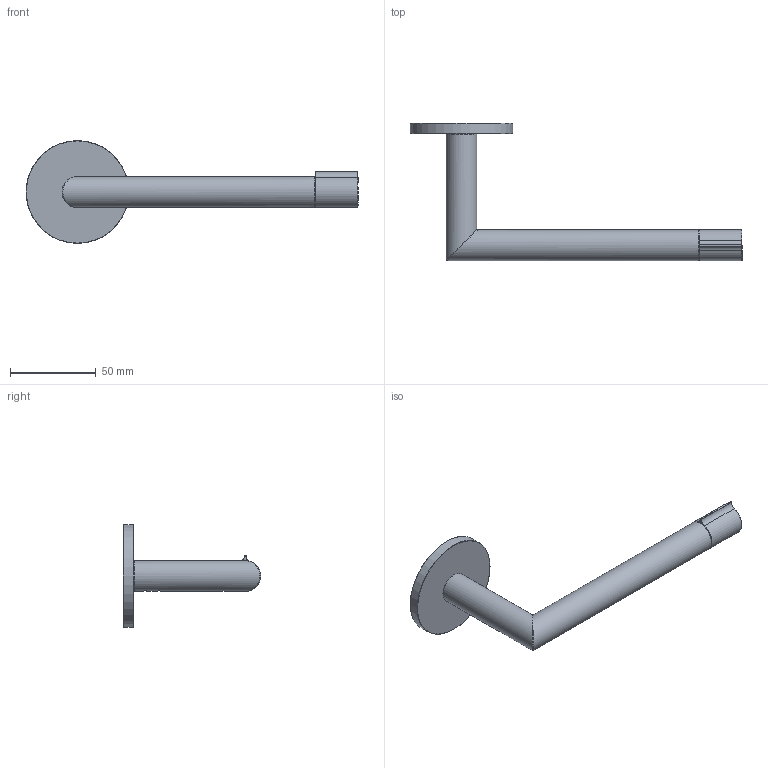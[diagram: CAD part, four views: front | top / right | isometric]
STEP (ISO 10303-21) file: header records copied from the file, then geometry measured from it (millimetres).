
FILE_DESCRIPTION(/* description */ ('Unknown'),/* implementation_level */ '2;1');
FILE_NAME(/* name */ 'GTA04-00',/* time_stamp */ '2026-02-19T10:35:03+01:00',/* author */ ('Unknown'),/* organization */ ('Unknown'),/* preprocessor_version */ 'ST-DEVELOPER v20',/* originating_system */ 'Solid Edge',/* authorisation */ 'Unknown');
FILE_SCHEMA (('AUTOMOTIVE_DESIGN {1 0 10303 214 3 1 1}'));
Length unit declared in the file: millimetre
Products named in the file (7): GTA04-00; GTA01-01; GTA04-01; GTA01-001_oa_0; GRANO5X6P_8; GTA04-001_oa_1; GTA04-04
Assembly tree (7 placements, depth 3):
  GTA04-00
    GTA01-01
    GTA04-01
    GTA01-001_oa_0
      GRANO5X6P_8  x2
    GTA04-001_oa_1
      GTA04-04
Bounding box: 193.5 x 80 x 60 mm (x, y, z)
Volume: 35442.8 mm3; surface area: 31277.4 mm2
Topology: 5 solids, 5 shells, 106 faces, 248 edges, 154 vertices
Faces by surface type: plane 44, cylinder 29, torus 13, cone 12, bspline 8
Full cylindrical faces by diameter (mm): 4.134 x2, 4.917 x1, 6.25 x1, 10 x1, 11.4 x1, 11.5 x1, 15 x1, 15.5 x2, 16 x1, 18 x2, 45 x1, 60 x1
Entity records: 7238 total; most frequent: CARTESIAN_POINT 5034, DIRECTION 396, ORIENTED_EDGE 326, AXIS2_PLACEMENT_3D 172, EDGE_CURVE 163, FACE_BOUND 137, EDGE_LOOP 136, VERTEX_POINT 118
